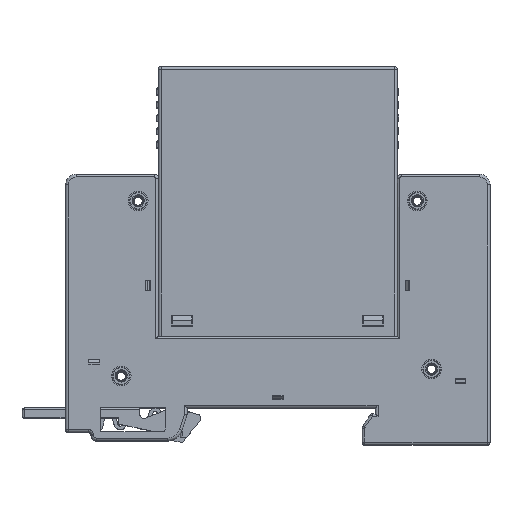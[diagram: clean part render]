
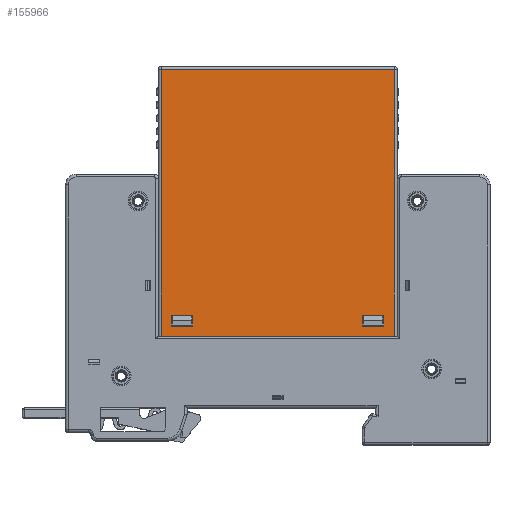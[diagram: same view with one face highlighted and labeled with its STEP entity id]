
A CAD part, top view. The second image highlights one B-rep face of the part: STEP entity #155966.
In plain terms, the highlighted face is planar.
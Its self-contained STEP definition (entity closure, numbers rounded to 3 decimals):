
#151450=DIRECTION('',(-1.,0.,0.));
#151451=VECTOR('',#151450,44.);
#151452=CARTESIAN_POINT('',(22.,8.8,0.));
#151453=LINE('',#151452,#151451);
#151531=DIRECTION('',(0.,0.,1.));
#151532=VECTOR('',#151531,50.3);
#151533=CARTESIAN_POINT('',(-22.,8.8,0.));
#151534=LINE('',#151533,#151532);
#151545=DIRECTION('',(1.,0.,0.));
#151546=VECTOR('',#151545,44.);
#151547=CARTESIAN_POINT('',(-22.,8.8,50.3));
#151548=LINE('',#151547,#151546);
#151552=DIRECTION('',(0.,0.,-1.));
#151553=VECTOR('',#151552,2.);
#151554=CARTESIAN_POINT('',(-20.,8.8,3.9));
#151555=LINE('',#151554,#151553);
#151580=DIRECTION('',(1.,0.,0.));
#151581=VECTOR('',#151580,4.);
#151582=CARTESIAN_POINT('',(-20.,8.8,1.9));
#151583=LINE('',#151582,#151581);
#151608=DIRECTION('',(0.,0.,1.));
#151609=VECTOR('',#151608,2.);
#151610=CARTESIAN_POINT('',(-16.,8.8,1.9));
#151611=LINE('',#151610,#151609);
#151636=DIRECTION('',(-1.,0.,0.));
#151637=VECTOR('',#151636,4.);
#151638=CARTESIAN_POINT('',(-16.,8.8,3.9));
#151639=LINE('',#151638,#151637);
#151764=DIRECTION('',(0.,0.,-1.));
#151765=VECTOR('',#151764,2.);
#151766=CARTESIAN_POINT('',(16.,8.8,3.9));
#151767=LINE('',#151766,#151765);
#151792=DIRECTION('',(1.,0.,0.));
#151793=VECTOR('',#151792,4.);
#151794=CARTESIAN_POINT('',(16.,8.8,1.9));
#151795=LINE('',#151794,#151793);
#151820=DIRECTION('',(0.,0.,1.));
#151821=VECTOR('',#151820,2.);
#151822=CARTESIAN_POINT('',(20.,8.8,1.9));
#151823=LINE('',#151822,#151821);
#151848=DIRECTION('',(-1.,0.,0.));
#151849=VECTOR('',#151848,4.);
#151850=CARTESIAN_POINT('',(20.,8.8,3.9));
#151851=LINE('',#151850,#151849);
#153225=DIRECTION('',(0.,0.,-1.));
#153226=VECTOR('',#153225,50.3);
#153227=CARTESIAN_POINT('',(22.,8.8,50.3));
#153228=LINE('',#153227,#153226);
#155304=CARTESIAN_POINT('',(-20.,8.8,3.9));
#155305=CARTESIAN_POINT('',(-20.,8.8,1.9));
#155306=VERTEX_POINT('',#155304);
#155307=VERTEX_POINT('',#155305);
#155312=CARTESIAN_POINT('',(-16.,8.8,1.9));
#155313=VERTEX_POINT('',#155312);
#155316=CARTESIAN_POINT('',(-16.,8.8,3.9));
#155317=VERTEX_POINT('',#155316);
#155320=CARTESIAN_POINT('',(16.,8.8,3.9));
#155321=CARTESIAN_POINT('',(16.,8.8,1.9));
#155322=VERTEX_POINT('',#155320);
#155323=VERTEX_POINT('',#155321);
#155328=CARTESIAN_POINT('',(20.,8.8,1.9));
#155329=VERTEX_POINT('',#155328);
#155332=CARTESIAN_POINT('',(20.,8.8,3.9));
#155333=VERTEX_POINT('',#155332);
#155337=CARTESIAN_POINT('',(-22.,8.8,0.));
#155339=VERTEX_POINT('',#155337);
#155340=CARTESIAN_POINT('',(22.,8.8,0.));
#155342=VERTEX_POINT('',#155340);
#155376=CARTESIAN_POINT('',(-22.,8.8,50.3));
#155377=CARTESIAN_POINT('',(22.,8.8,50.3));
#155378=VERTEX_POINT('',#155376);
#155379=VERTEX_POINT('',#155377);
#155933=CARTESIAN_POINT('',(-22.5,8.8,0.));
#155934=DIRECTION('',(0.,-1.,0.));
#155935=DIRECTION('',(0.,0.,1.));
#155936=AXIS2_PLACEMENT_3D('',#155933,#155934,#155935);
#155937=PLANE('',#155936);
#155939=ORIENTED_EDGE('',*,*,#155938,.F.);
#155941=ORIENTED_EDGE('',*,*,#155940,.F.);
#155942=ORIENTED_EDGE('',*,*,#155916,.F.);
#155943=ORIENTED_EDGE('',*,*,#155865,.F.);
#155944=EDGE_LOOP('',(#155939,#155941,#155942,#155943));
#155945=FACE_OUTER_BOUND('',#155944,.F.);
#155947=ORIENTED_EDGE('',*,*,#155946,.F.);
#155949=ORIENTED_EDGE('',*,*,#155948,.F.);
#155951=ORIENTED_EDGE('',*,*,#155950,.F.);
#155953=ORIENTED_EDGE('',*,*,#155952,.F.);
#155954=EDGE_LOOP('',(#155947,#155949,#155951,#155953));
#155955=FACE_BOUND('',#155954,.F.);
#155957=ORIENTED_EDGE('',*,*,#155956,.F.);
#155959=ORIENTED_EDGE('',*,*,#155958,.F.);
#155961=ORIENTED_EDGE('',*,*,#155960,.F.);
#155963=ORIENTED_EDGE('',*,*,#155962,.F.);
#155964=EDGE_LOOP('',(#155957,#155959,#155961,#155963));
#155965=FACE_BOUND('',#155964,.F.);
#155865=EDGE_CURVE('',#155342,#155339,#151453,.T.);
#155916=EDGE_CURVE('',#155339,#155378,#151534,.T.);
#155938=EDGE_CURVE('',#155379,#155342,#153228,.T.);
#155940=EDGE_CURVE('',#155378,#155379,#151548,.T.);
#155946=EDGE_CURVE('',#155322,#155323,#151767,.T.);
#155948=EDGE_CURVE('',#155333,#155322,#151851,.T.);
#155950=EDGE_CURVE('',#155329,#155333,#151823,.T.);
#155952=EDGE_CURVE('',#155323,#155329,#151795,.T.);
#155956=EDGE_CURVE('',#155306,#155307,#151555,.T.);
#155958=EDGE_CURVE('',#155317,#155306,#151639,.T.);
#155960=EDGE_CURVE('',#155313,#155317,#151611,.T.);
#155962=EDGE_CURVE('',#155307,#155313,#151583,.T.);
#155966=ADVANCED_FACE('',(#155945,#155955,#155965),#155937,.F.);
